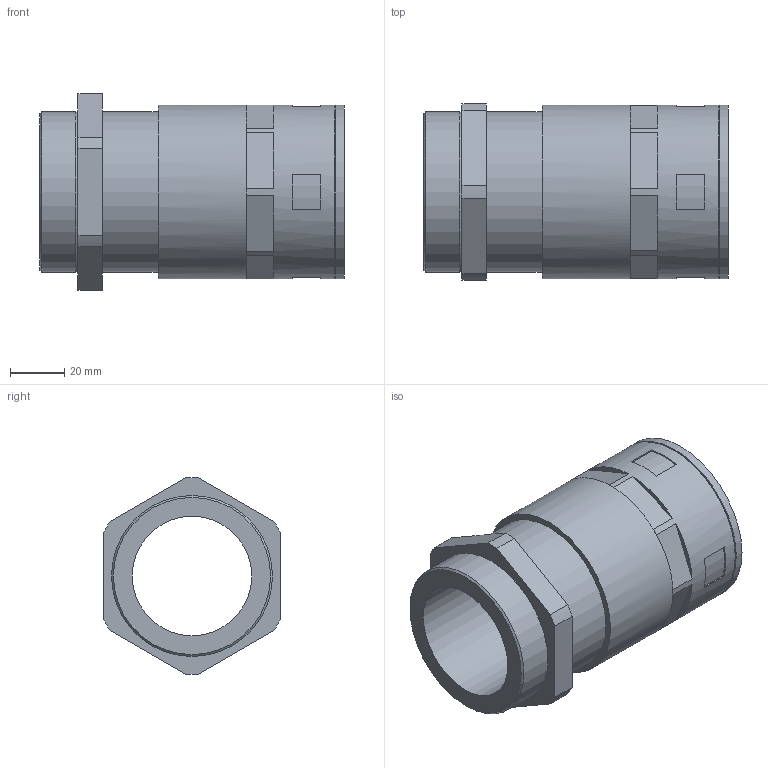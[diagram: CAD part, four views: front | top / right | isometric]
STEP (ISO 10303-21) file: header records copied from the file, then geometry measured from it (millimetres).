
FILE_DESCRIPTION( ( 'STEP AP203' ), '1' );
FILE_NAME( 'FLEXA RQGZ1-P 5020.060.248.stp', '2020-03-27T13:18:47', ( 'License CC BY-ND 4.0' ), ( 'CADENAS' ), ' ', 'PARTsolutions', ' ' );
FILE_SCHEMA( ( 'CONFIG_CONTROL_DESIGN' ) );
Length unit declared in the file: millimetre
Products named in the file (1): _FLEXA RQGZ1-P 5020.060.248
Bounding box: 112 x 65 x 72.48 mm (x, y, z)
Volume: 152980.1 mm3; surface area: 44781.1 mm2
Topology: 1 solids, 1 shells, 67 faces, 164 edges, 109 vertices
Faces by surface type: plane 47, cylinder 18, cone 2
Full cylindrical faces by diameter (mm): 44 x1, 54.5 x1, 59.3 x2, 62 x1, 64 x2, 64.02 x1
Entity records: 1948 total; most frequent: DIRECTION 346, CARTESIAN_POINT 322, ORIENTED_EDGE 298, EDGE_CURVE 149, AXIS2_PLACEMENT_3D 129, VERTEX_POINT 105, EDGE_LOOP 90, LINE 88
